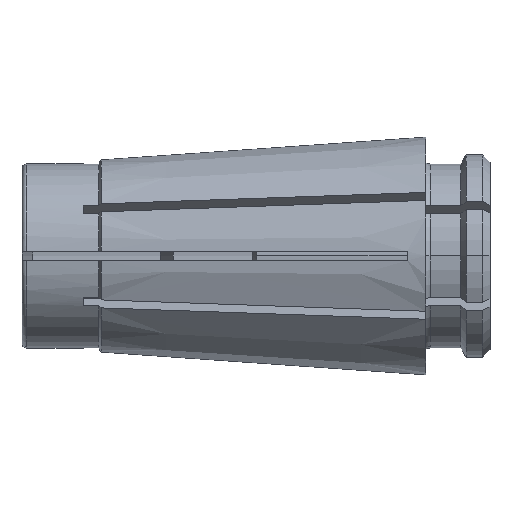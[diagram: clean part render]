
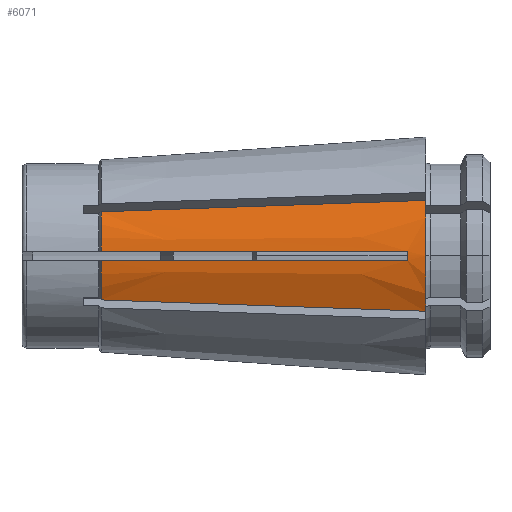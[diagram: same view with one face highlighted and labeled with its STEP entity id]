
A CAD part, top view. The second image highlights one B-rep face of the part: STEP entity #6071.
In plain terms, the highlighted conical face has half-angle 4 degrees and reference radius 7.75 mm.
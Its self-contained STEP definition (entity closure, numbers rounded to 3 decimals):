
#34 = ORIENTED_EDGE ( 'NONE', *, *, #6303, .F. ) ;
#62 = CARTESIAN_POINT ( 'NONE',  ( 26.3, -3.612, 6.857 ) ) ;
#144 = AXIS2_PLACEMENT_3D ( 'NONE', #5929, #2933, #6435 ) ;
#196 = CARTESIAN_POINT ( 'NONE',  ( 5.157, -0.3, 6.264 ) ) ;
#398 = EDGE_CURVE ( 'NONE', #4575, #3181, #2994, .T. ) ;
#428 = CARTESIAN_POINT ( 'NONE',  ( 6.62, 0.3, 6.367 ) ) ;
#753 = DIRECTION ( 'NONE',  ( 0., 0., 1. ) ) ;
#829 = CONICAL_SURFACE ( 'NONE', #4249, 7.75, 0.07 ) ;
#914 = CARTESIAN_POINT ( 'NONE',  ( 5.784, 0.3, 6.308 ) ) ;
#954 = VERTEX_POINT ( 'NONE', #62 ) ;
#1058 = AXIS2_PLACEMENT_3D ( 'NONE', #5647, #3260, #753 ) ;
#1063 = CARTESIAN_POINT ( 'NONE',  ( 16.664, 3.275, 6.273 ) ) ;
#1072 = CARTESIAN_POINT ( 'NONE',  ( 5.157, 0., 0. ) ) ;
#1146 = CARTESIAN_POINT ( 'NONE',  ( 5.157, -0.3, 6.264 ) ) ;
#1173 = CARTESIAN_POINT ( 'NONE',  ( 19.689, -0.3, 7.282 ) ) ;
#1372 = EDGE_CURVE ( 'NONE', #1540, #3927, #1670, .T. ) ;
#1387 = DIRECTION ( 'NONE',  ( -1., 0., 0. ) ) ;
#1433 = CARTESIAN_POINT ( 'NONE',  ( 5.157, 0.3, 6.264 ) ) ;
#1451 = CARTESIAN_POINT ( 'NONE',  ( 16.853, -3.282, 6.284 ) ) ;
#1540 = VERTEX_POINT ( 'NONE', #1555 ) ;
#1555 = CARTESIAN_POINT ( 'NONE',  ( 25.1, -0.3, 7.66 ) ) ;
#1592 = DIRECTION ( 'NONE',  ( 0., 0., 1. ) ) ;
#1670 = CIRCLE ( 'NONE', #1058, 7.666 ) ;
#1692 = CARTESIAN_POINT ( 'NONE',  ( 11.673, -0.3, 6.721 ) ) ;
#1951 = CARTESIAN_POINT ( 'NONE',  ( 23.151, -3.502, 6.666 ) ) ;
#1999 = EDGE_CURVE ( 'NONE', #954, #4575, #5482, .T. ) ;
#2082 = CARTESIAN_POINT ( 'NONE',  ( 11.846, 3.106, 5.981 ) ) ;
#2095 = CARTESIAN_POINT ( 'NONE',  ( 5.157, 2.872, 5.575 ) ) ;
#2177 = CARTESIAN_POINT ( 'NONE',  ( 7.143, -0.3, 6.403 ) ) ;
#2305 = B_SPLINE_CURVE_WITH_KNOTS ( 'NONE', 3,
 ( #4673, #2651, #4198, #1173, #4687, #1692, #5177, #2177, #5676, #2681, #6173, #3186, #196 ),
 .UNSPECIFIED., .F., .F.,
 ( 4, 3, 3, 3, 4 ),
 ( 0.031, 0.036, 0.049, 0.05, 0.051 ),
 .UNSPECIFIED. ) ;
#2317 = CARTESIAN_POINT ( 'NONE',  ( 26.3, 3.612, 6.857 ) ) ;
#2336 = VERTEX_POINT ( 'NONE', #1146 ) ;
#2396 = CARTESIAN_POINT ( 'NONE',  ( 19.689, 0.3, 7.282 ) ) ;
#2548 = CIRCLE ( 'NONE', #4126, 6.272 ) ;
#2558 = CARTESIAN_POINT ( 'NONE',  ( 7.387, 2.95, 5.71 ) ) ;
#2570 = ORIENTED_EDGE ( 'NONE', *, *, #4661, .F. ) ;
#2651 = CARTESIAN_POINT ( 'NONE',  ( 23.296, -0.3, 7.534 ) ) ;
#2681 = CARTESIAN_POINT ( 'NONE',  ( 6.097, -0.3, 6.33 ) ) ;
#2850 = CARTESIAN_POINT ( 'NONE',  ( 5.157, -2.872, 5.575 ) ) ;
#2883 = CARTESIAN_POINT ( 'NONE',  ( 25.1, 0.3, 7.66 ) ) ;
#2910 = CARTESIAN_POINT ( 'NONE',  ( 11.673, 0.3, 6.721 ) ) ;
#2933 = DIRECTION ( 'NONE',  ( -1., 0., 0. ) ) ;
#2994 = B_SPLINE_CURVE_WITH_KNOTS ( 'NONE', 3,
 ( #5070, #4594, #1063, #2082, #5573, #2558, #6073 ),
 .UNSPECIFIED., .F., .F.,
 ( 4, 3, 4 ),
 ( 0., 0.014, 0.021 ),
 .UNSPECIFIED. ) ;
#3158 = DIRECTION ( 'NONE',  ( 1., 0., 0. ) ) ;
#3181 = VERTEX_POINT ( 'NONE', #2095 ) ;
#3186 = CARTESIAN_POINT ( 'NONE',  ( 5.47, -0.3, 6.286 ) ) ;
#3234 = ORIENTED_EDGE ( 'NONE', *, *, #5017, .T. ) ;
#3260 = DIRECTION ( 'NONE',  ( -1., 0., 0. ) ) ;
#3265 = EDGE_CURVE ( 'NONE', #1540, #2336, #2305, .T. ) ;
#3434 = CARTESIAN_POINT ( 'NONE',  ( 7.143, 0.3, 6.403 ) ) ;
#3554 = ORIENTED_EDGE ( 'NONE', *, *, #398, .T. ) ;
#3754 = B_SPLINE_CURVE_WITH_KNOTS ( 'NONE', 3,
 ( #2883, #3913, #5405, #2396, #5904, #2910, #6398, #3434, #428, #3938, #914, #4450, #1433 ),
 .UNSPECIFIED., .F., .F.,
 ( 4, 3, 3, 3, 4 ),
 ( 0.031, 0.036, 0.049, 0.05, 0.051 ),
 .UNSPECIFIED. ) ;
#3788 = ORIENTED_EDGE ( 'NONE', *, *, #3265, .T. ) ;
#3913 = CARTESIAN_POINT ( 'NONE',  ( 23.296, 0.3, 7.534 ) ) ;
#3920 = CIRCLE ( 'NONE', #5271, 6.272 ) ;
#3927 = VERTEX_POINT ( 'NONE', #4017 ) ;
#3938 = CARTESIAN_POINT ( 'NONE',  ( 6.097, 0.3, 6.33 ) ) ;
#4017 = CARTESIAN_POINT ( 'NONE',  ( 25.1, 0.3, 7.66 ) ) ;
#4126 = AXIS2_PLACEMENT_3D ( 'NONE', #4415, #1387, #4898 ) ;
#4198 = CARTESIAN_POINT ( 'NONE',  ( 21.493, -0.3, 7.408 ) ) ;
#4249 = AXIS2_PLACEMENT_3D ( 'NONE', #5163, #3158, #5669 ) ;
#4304 = ORIENTED_EDGE ( 'NONE', *, *, #5150, .F. ) ;
#4415 = CARTESIAN_POINT ( 'NONE',  ( 5.157, 0., 0. ) ) ;
#4450 = CARTESIAN_POINT ( 'NONE',  ( 5.47, 0.3, 6.286 ) ) ;
#4462 = CARTESIAN_POINT ( 'NONE',  ( 12.954, -3.145, 6.048 ) ) ;
#4514 = B_SPLINE_CURVE_WITH_KNOTS ( 'NONE', 3,
 ( #5918, #6426, #4462, #1451, #4955, #1951, #5446 ),
 .UNSPECIFIED., .F., .F.,
 ( 4, 3, 4 ),
 ( 0., 0.012, 0.021 ),
 .UNSPECIFIED. ) ;
#4575 = VERTEX_POINT ( 'NONE', #2317 ) ;
#4594 = CARTESIAN_POINT ( 'NONE',  ( 21.482, 3.444, 6.565 ) ) ;
#4600 = DIRECTION ( 'NONE',  ( -1., 0., 0. ) ) ;
#4661 = EDGE_CURVE ( 'NONE', #3927, #5795, #3754, .T. ) ;
#4673 = CARTESIAN_POINT ( 'NONE',  ( 25.1, -0.3, 7.66 ) ) ;
#4687 = CARTESIAN_POINT ( 'NONE',  ( 15.681, -0.3, 7.001 ) ) ;
#4725 = ORIENTED_EDGE ( 'NONE', *, *, #1999, .T. ) ;
#4898 = DIRECTION ( 'NONE',  ( 0., 0., 1. ) ) ;
#4955 = CARTESIAN_POINT ( 'NONE',  ( 20.002, -3.392, 6.475 ) ) ;
#4993 = FACE_OUTER_BOUND ( 'NONE', #5878, .T. ) ;
#5017 = EDGE_CURVE ( 'NONE', #5812, #954, #4514, .T. ) ;
#5070 = CARTESIAN_POINT ( 'NONE',  ( 26.3, 3.612, 6.857 ) ) ;
#5150 = EDGE_CURVE ( 'NONE', #5812, #2336, #3920, .T. ) ;
#5163 = CARTESIAN_POINT ( 'NONE',  ( 26.3, 0., 0. ) ) ;
#5177 = CARTESIAN_POINT ( 'NONE',  ( 7.665, -0.3, 6.44 ) ) ;
#5271 = AXIS2_PLACEMENT_3D ( 'NONE', #1072, #4600, #1592 ) ;
#5405 = CARTESIAN_POINT ( 'NONE',  ( 21.493, 0.3, 7.408 ) ) ;
#5446 = CARTESIAN_POINT ( 'NONE',  ( 26.3, -3.612, 6.857 ) ) ;
#5482 = CIRCLE ( 'NONE', #144, 7.75 ) ;
#5526 = ORIENTED_EDGE ( 'NONE', *, *, #1372, .F. ) ;
#5573 = CARTESIAN_POINT ( 'NONE',  ( 9.616, 3.028, 5.845 ) ) ;
#5647 = CARTESIAN_POINT ( 'NONE',  ( 25.1, 0., 0. ) ) ;
#5669 = DIRECTION ( 'NONE',  ( 0., 0., -1. ) ) ;
#5676 = CARTESIAN_POINT ( 'NONE',  ( 6.62, -0.3, 6.367 ) ) ;
#5795 = VERTEX_POINT ( 'NONE', #5830 ) ;
#5812 = VERTEX_POINT ( 'NONE', #2850 ) ;
#5830 = CARTESIAN_POINT ( 'NONE',  ( 5.157, 0.3, 6.264 ) ) ;
#5878 = EDGE_LOOP ( 'NONE', ( #2570, #5526, #3788, #4304, #3234, #4725, #3554, #34 ) ) ;
#5904 = CARTESIAN_POINT ( 'NONE',  ( 15.681, 0.3, 7.001 ) ) ;
#5918 = CARTESIAN_POINT ( 'NONE',  ( 5.157, -2.872, 5.575 ) ) ;
#5929 = CARTESIAN_POINT ( 'NONE',  ( 26.3, 0., 0. ) ) ;
#6071 = ADVANCED_FACE ( 'NONE', ( #4993 ), #829, .T. ) ;
#6073 = CARTESIAN_POINT ( 'NONE',  ( 5.157, 2.872, 5.575 ) ) ;
#6173 = CARTESIAN_POINT ( 'NONE',  ( 5.784, -0.3, 6.308 ) ) ;
#6303 = EDGE_CURVE ( 'NONE', #5795, #3181, #2548, .T. ) ;
#6398 = CARTESIAN_POINT ( 'NONE',  ( 7.665, 0.3, 6.44 ) ) ;
#6426 = CARTESIAN_POINT ( 'NONE',  ( 9.056, -3.009, 5.811 ) ) ;
#6435 = DIRECTION ( 'NONE',  ( 0., 0., 1. ) ) ;
